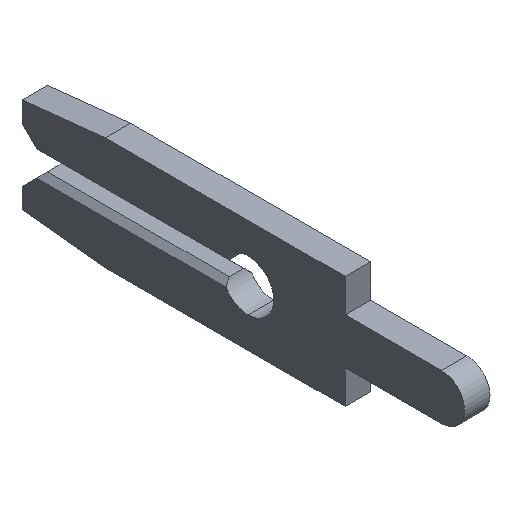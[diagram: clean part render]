
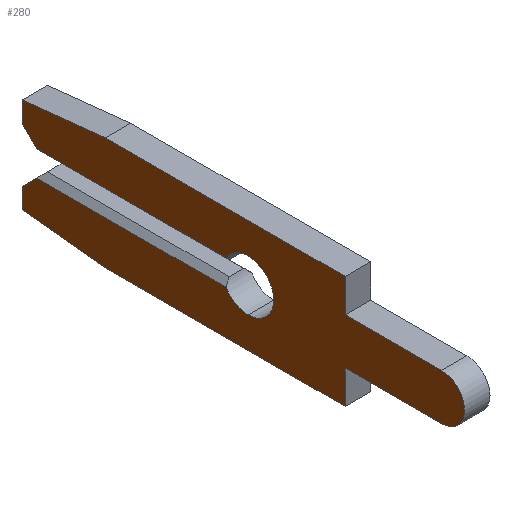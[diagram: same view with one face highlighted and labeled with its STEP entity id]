
A CAD part, isometric view. The second image highlights one B-rep face of the part: STEP entity #280.
In plain terms, the highlighted planar face has unit normal (-1, 0, 0).
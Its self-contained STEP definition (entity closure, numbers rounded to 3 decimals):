
#1 = VERTEX_POINT ( 'NONE', #416 ) ;
#2 = CARTESIAN_POINT ( 'NONE',  ( -0.33, 0.572, -0.33 ) ) ;
#11 = VERTEX_POINT ( 'NONE', #585 ) ;
#33 = VECTOR ( 'NONE', #650, 1000. ) ;
#45 = EDGE_CURVE ( 'NONE', #11, #955, #397, .T. ) ;
#59 = VERTEX_POINT ( 'NONE', #93 ) ;
#64 = EDGE_CURVE ( 'NONE', #942, #751, #158, .T. ) ;
#65 = CARTESIAN_POINT ( 'NONE',  ( -0.33, 5.867, -1.234 ) ) ;
#69 = CARTESIAN_POINT ( 'NONE',  ( -0.33, 0., 0.66 ) ) ;
#74 = VECTOR ( 'NONE', #848, 1000. ) ;
#80 = DIRECTION ( 'NONE',  ( 0., 0., 1. ) ) ;
#85 = VERTEX_POINT ( 'NONE', #618 ) ;
#89 = DIRECTION ( 'NONE',  ( 0., 0., -1. ) ) ;
#93 = CARTESIAN_POINT ( 'NONE',  ( -0.33, -2.515, -0.597 ) ) ;
#100 = VERTEX_POINT ( 'NONE', #163 ) ;
#112 = DIRECTION ( 'NONE',  ( 0., 0.707, 0.707 ) ) ;
#113 = VERTEX_POINT ( 'NONE', #653 ) ;
#127 = ORIENTED_EDGE ( 'NONE', *, *, #438, .F. ) ;
#128 = VECTOR ( 'NONE', #431, 1000. ) ;
#131 = PLANE ( 'NONE',  #328 ) ;
#135 = DIRECTION ( 'NONE',  ( 0., 0.995, 0.105 ) ) ;
#136 = ORIENTED_EDGE ( 'NONE', *, *, #64, .F. ) ;
#140 = CARTESIAN_POINT ( 'NONE',  ( -0.33, 0., 0. ) ) ;
#144 = VERTEX_POINT ( 'NONE', #944 ) ;
#148 = LINE ( 'NONE', #490, #503 ) ;
#149 = CARTESIAN_POINT ( 'NONE',  ( -0.33, 0., -0.66 ) ) ;
#158 = LINE ( 'NONE', #532, #537 ) ;
#159 = FACE_OUTER_BOUND ( 'NONE', #486, .T. ) ;
#161 = CARTESIAN_POINT ( 'NONE',  ( -0.33, -2.515, 1.461 ) ) ;
#163 = CARTESIAN_POINT ( 'NONE',  ( -0.33, -2.515, 1.461 ) ) ;
#164 = DIRECTION ( 'NONE',  ( 0., 0., -1. ) ) ;
#176 = VECTOR ( 'NONE', #217, 1000. ) ;
#184 = EDGE_CURVE ( 'NONE', #285, #11, #388, .T. ) ;
#192 = LINE ( 'NONE', #644, #246 ) ;
#205 = EDGE_CURVE ( 'NONE', #285, #812, #192, .T. ) ;
#210 = DIRECTION ( 'NONE',  ( 0., 0., -1. ) ) ;
#215 = CARTESIAN_POINT ( 'NONE',  ( -0.33, 5.867, 0.711 ) ) ;
#217 = DIRECTION ( 'NONE',  ( 0., 0., 1. ) ) ;
#231 = CIRCLE ( 'NONE', #365, 0.66 ) ;
#237 = CARTESIAN_POINT ( 'NONE',  ( -0.33, 0., -0.33 ) ) ;
#241 = VECTOR ( 'NONE', #776, 1000. ) ;
#246 = VECTOR ( 'NONE', #720, 1000. ) ;
#265 = CARTESIAN_POINT ( 'NONE',  ( -0.33, 5.867, 1.234 ) ) ;
#270 = VERTEX_POINT ( 'NONE', #2 ) ;
#274 = ORIENTED_EDGE ( 'NONE', *, *, #205, .T. ) ;
#278 = DIRECTION ( 'NONE',  ( -1., 0., 0. ) ) ;
#280 = ADVANCED_FACE ( 'NONE', ( #159 ), #131, .F. ) ;
#285 = VERTEX_POINT ( 'NONE', #361 ) ;
#286 = EDGE_CURVE ( 'NONE', #455, #424, #806, .T. ) ;
#290 = ORIENTED_EDGE ( 'NONE', *, *, #355, .F. ) ;
#295 = DIRECTION ( 'NONE',  ( 0., 1., 0. ) ) ;
#309 = CIRCLE ( 'NONE', #961, 0.66 ) ;
#321 = DIRECTION ( 'NONE',  ( -1., 0., 0. ) ) ;
#328 = AXIS2_PLACEMENT_3D ( 'NONE', #434, #813, #210 ) ;
#333 = LINE ( 'NONE', #237, #74 ) ;
#340 = ORIENTED_EDGE ( 'NONE', *, *, #667, .F. ) ;
#351 = CARTESIAN_POINT ( 'NONE',  ( -0.33, 5.867, 1.234 ) ) ;
#355 = EDGE_CURVE ( 'NONE', #144, #942, #744, .T. ) ;
#361 = CARTESIAN_POINT ( 'NONE',  ( -0.33, 5.486, 0.33 ) ) ;
#365 = AXIS2_PLACEMENT_3D ( 'NONE', #489, #321, #480 ) ;
#372 = EDGE_CURVE ( 'NONE', #955, #483, #538, .T. ) ;
#377 = VECTOR ( 'NONE', #112, 1000. ) ;
#388 = LINE ( 'NONE', #808, #377 ) ;
#390 = DIRECTION ( 'NONE',  ( 0., -1., 0. ) ) ;
#394 = ORIENTED_EDGE ( 'NONE', *, *, #964, .F. ) ;
#397 = LINE ( 'NONE', #215, #176 ) ;
#399 = CARTESIAN_POINT ( 'NONE',  ( -0.33, -2.515, -1.46 ) ) ;
#416 = CARTESIAN_POINT ( 'NONE',  ( -0.33, 5.486, -0.33 ) ) ;
#424 = VERTEX_POINT ( 'NONE', #69 ) ;
#431 = DIRECTION ( 'NONE',  ( 0., -0.995, 0.105 ) ) ;
#434 = CARTESIAN_POINT ( 'NONE',  ( -0.33, 0., 0. ) ) ;
#438 = EDGE_CURVE ( 'NONE', #85, #59, #148, .T. ) ;
#442 = VECTOR ( 'NONE', #898, 1000. ) ;
#444 = CARTESIAN_POINT ( 'NONE',  ( -0.33, 5.347, -0.191 ) ) ;
#447 = DIRECTION ( 'NONE',  ( 1., 0., 0. ) ) ;
#455 = VERTEX_POINT ( 'NONE', #149 ) ;
#459 = DIRECTION ( 'NONE',  ( -1., 0., 0. ) ) ;
#469 = CARTESIAN_POINT ( 'NONE',  ( -0.33, -2.515, 0.597 ) ) ;
#473 = ORIENTED_EDGE ( 'NONE', *, *, #184, .F. ) ;
#476 = EDGE_CURVE ( 'NONE', #592, #85, #609, .T. ) ;
#480 = DIRECTION ( 'NONE',  ( 0., 0., -1. ) ) ;
#483 = VERTEX_POINT ( 'NONE', #836 ) ;
#486 = EDGE_LOOP ( 'NONE', ( #274, #598, #798, #693, #684, #716, #136, #290, #394, #916, #127, #509, #340, #762, #502, #514, #905, #473 ) ) ;
#489 = CARTESIAN_POINT ( 'NONE',  ( -0.33, 0., 0. ) ) ;
#490 = CARTESIAN_POINT ( 'NONE',  ( -0.33, -2.515, -0.597 ) ) ;
#502 = ORIENTED_EDGE ( 'NONE', *, *, #854, .F. ) ;
#503 = VECTOR ( 'NONE', #295, 1000. ) ;
#509 = ORIENTED_EDGE ( 'NONE', *, *, #476, .F. ) ;
#511 = EDGE_CURVE ( 'NONE', #751, #1, #748, .T. ) ;
#514 = ORIENTED_EDGE ( 'NONE', *, *, #372, .F. ) ;
#530 = VECTOR ( 'NONE', #89, 1000. ) ;
#532 = CARTESIAN_POINT ( 'NONE',  ( -0.33, 5.867, -0.711 ) ) ;
#537 = VECTOR ( 'NONE', #775, 1000. ) ;
#538 = LINE ( 'NONE', #351, #128 ) ;
#542 = CARTESIAN_POINT ( 'NONE',  ( -0.33, 0., 0. ) ) ;
#555 = DIRECTION ( 'NONE',  ( 0., -1., 0. ) ) ;
#562 = CARTESIAN_POINT ( 'NONE',  ( -0.33, 3.708, 1.461 ) ) ;
#580 = DIRECTION ( 'NONE',  ( 0., 0., -1. ) ) ;
#585 = CARTESIAN_POINT ( 'NONE',  ( -0.33, 5.867, 0.711 ) ) ;
#592 = VERTEX_POINT ( 'NONE', #628 ) ;
#598 = ORIENTED_EDGE ( 'NONE', *, *, #668, .F. ) ;
#609 = CIRCLE ( 'NONE', #747, 0.597 ) ;
#613 = EDGE_CURVE ( 'NONE', #1, #270, #333, .T. ) ;
#618 = CARTESIAN_POINT ( 'NONE',  ( -0.33, -5.017, -0.597 ) ) ;
#621 = CARTESIAN_POINT ( 'NONE',  ( -0.33, -2.515, -1.46 ) ) ;
#625 = LINE ( 'NONE', #161, #530 ) ;
#628 = CARTESIAN_POINT ( 'NONE',  ( -0.33, -5.017, 0.597 ) ) ;
#632 = EDGE_CURVE ( 'NONE', #59, #862, #900, .T. ) ;
#644 = CARTESIAN_POINT ( 'NONE',  ( -0.33, 5.867, 0.33 ) ) ;
#650 = DIRECTION ( 'NONE',  ( 0., 1., 0. ) ) ;
#653 = CARTESIAN_POINT ( 'NONE',  ( -0.33, -2.515, 0.597 ) ) ;
#664 = LINE ( 'NONE', #562, #934 ) ;
#667 = EDGE_CURVE ( 'NONE', #113, #592, #696, .T. ) ;
#668 = EDGE_CURVE ( 'NONE', #424, #812, #309, .T. ) ;
#677 = VECTOR ( 'NONE', #390, 1000. ) ;
#684 = ORIENTED_EDGE ( 'NONE', *, *, #613, .F. ) ;
#693 = ORIENTED_EDGE ( 'NONE', *, *, #908, .F. ) ;
#696 = LINE ( 'NONE', #469, #677 ) ;
#699 = CARTESIAN_POINT ( 'NONE',  ( -0.33, 5.867, -0.711 ) ) ;
#713 = CARTESIAN_POINT ( 'NONE',  ( -0.33, 5.867, -1.234 ) ) ;
#715 = EDGE_CURVE ( 'NONE', #100, #113, #625, .T. ) ;
#716 = ORIENTED_EDGE ( 'NONE', *, *, #511, .F. ) ;
#720 = DIRECTION ( 'NONE',  ( 0., -1., 0. ) ) ;
#744 = LINE ( 'NONE', #65, #792 ) ;
#747 = AXIS2_PLACEMENT_3D ( 'NONE', #839, #447, #80 ) ;
#748 = LINE ( 'NONE', #444, #442 ) ;
#751 = VERTEX_POINT ( 'NONE', #699 ) ;
#762 = ORIENTED_EDGE ( 'NONE', *, *, #715, .F. ) ;
#775 = DIRECTION ( 'NONE',  ( 0., 0., 1. ) ) ;
#776 = DIRECTION ( 'NONE',  ( 0., 0., -1. ) ) ;
#792 = VECTOR ( 'NONE', #135, 1000. ) ;
#793 = CARTESIAN_POINT ( 'NONE',  ( -0.33, 0.572, 0.33 ) ) ;
#798 = ORIENTED_EDGE ( 'NONE', *, *, #286, .F. ) ;
#799 = AXIS2_PLACEMENT_3D ( 'NONE', #140, #278, #580 ) ;
#806 = CIRCLE ( 'NONE', #799, 0.66 ) ;
#808 = CARTESIAN_POINT ( 'NONE',  ( -0.33, 5.347, 0.191 ) ) ;
#812 = VERTEX_POINT ( 'NONE', #793 ) ;
#813 = DIRECTION ( 'NONE',  ( 1., 0., 0. ) ) ;
#836 = CARTESIAN_POINT ( 'NONE',  ( -0.33, 3.708, 1.461 ) ) ;
#839 = CARTESIAN_POINT ( 'NONE',  ( -0.33, -5.017, 0. ) ) ;
#848 = DIRECTION ( 'NONE',  ( 0., -1., 0. ) ) ;
#854 = EDGE_CURVE ( 'NONE', #483, #100, #664, .T. ) ;
#862 = VERTEX_POINT ( 'NONE', #399 ) ;
#898 = DIRECTION ( 'NONE',  ( 0., -0.707, 0.707 ) ) ;
#900 = LINE ( 'NONE', #621, #241 ) ;
#905 = ORIENTED_EDGE ( 'NONE', *, *, #45, .F. ) ;
#908 = EDGE_CURVE ( 'NONE', #270, #455, #231, .T. ) ;
#916 = ORIENTED_EDGE ( 'NONE', *, *, #632, .F. ) ;
#934 = VECTOR ( 'NONE', #555, 1000. ) ;
#941 = CARTESIAN_POINT ( 'NONE',  ( -0.33, 3.708, -1.46 ) ) ;
#942 = VERTEX_POINT ( 'NONE', #713 ) ;
#944 = CARTESIAN_POINT ( 'NONE',  ( -0.33, 3.708, -1.46 ) ) ;
#952 = LINE ( 'NONE', #941, #33 ) ;
#955 = VERTEX_POINT ( 'NONE', #265 ) ;
#961 = AXIS2_PLACEMENT_3D ( 'NONE', #542, #459, #164 ) ;
#964 = EDGE_CURVE ( 'NONE', #862, #144, #952, .T. ) ;
